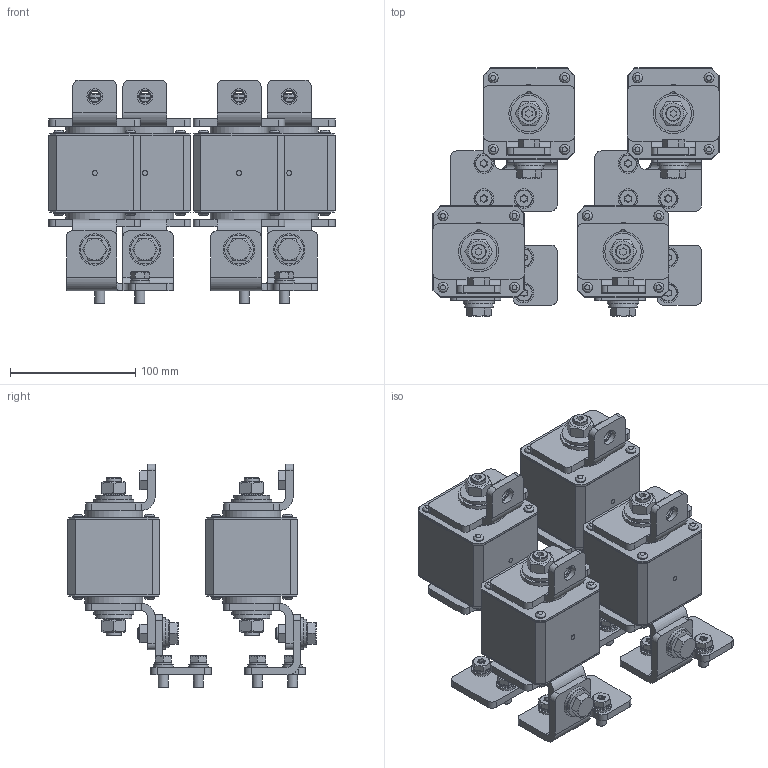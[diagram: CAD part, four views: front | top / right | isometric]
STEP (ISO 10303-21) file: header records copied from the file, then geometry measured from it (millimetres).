
FILE_DESCRIPTION(/* description */ (''),/* implementation_level */ '2;1');
FILE_NAME(/* name */ 'DPD02271.stp',/* time_stamp */ '2023-03-29T16:02:42+03:00',/* author */ (''),/* organization */ (''),/* preprocessor_version */ 'ST-DEVELOPER v16.7',/* originating_system */ 'SIEMENS PLM Software NX 1892',/* authorisation */ '');
FILE_SCHEMA (('AUTOMOTIVE_DESIGN { 1 0 10303 214 3 1 1 1 }'));
Length unit declared in the file: millimetre
Products named in the file (1): U3196E902E43a1z8
Bounding box: 228 x 197.7 x 178.4 mm (x, y, z)
Volume: 1850601.7 mm3; surface area: 348273.4 mm2
Topology: 80 solids, 80 shells, 1496 faces, 3416 edges, 2200 vertices
Faces by surface type: plane 740, cylinder 448, cone 256, bspline 36, torus 16
Full cylindrical faces by diameter (mm): 4 x4, 5 x16, 8 x56, 8.5 x8, 10 x4, 10.3 x16, 10.5 x4, 11.2 x4, 12 x16, 12.5 x16, 13 x8, 13.4 x12, 15.8 x12, 25 x4, 32 x8, 46 x8
Entity records: 42886 total; most frequent: CARTESIAN_POINT 8633, DIRECTION 6734, ORIENTED_EDGE 5808, EDGE_CURVE 2904, AXIS2_PLACEMENT_3D 2665, EDGE_LOOP 2180, VERTEX_POINT 2108, ADVANCED_FACE 1496
